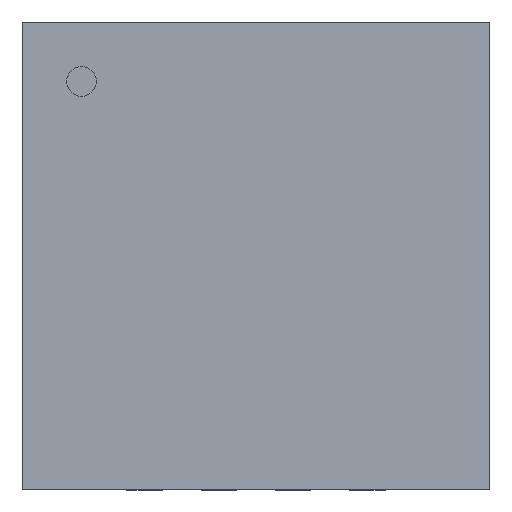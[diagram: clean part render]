
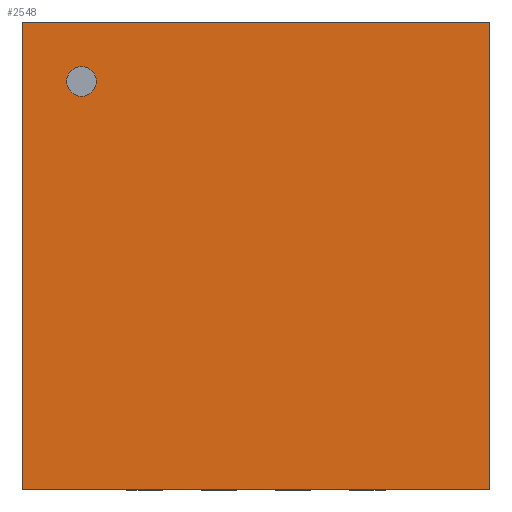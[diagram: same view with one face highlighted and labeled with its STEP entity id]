
A CAD part, top view. The second image highlights one B-rep face of the part: STEP entity #2548.
In plain terms, the highlighted planar face has unit normal (0, 0, 1).
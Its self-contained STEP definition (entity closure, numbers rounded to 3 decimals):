
#326=CARTESIAN_POINT('',(-1.075,1.175,0.85));
#327=VERTEX_POINT('',#326);
#336=CARTESIAN_POINT('',(-1.275,1.175,0.85));
#337=VERTEX_POINT('',#336);
#338=CARTESIAN_POINT('',(-1.175,1.175,0.85));
#339=DIRECTION('',(0.0,0.0,-1.0));
#340=DIRECTION('',(1.0,0.0,0.0));
#341=AXIS2_PLACEMENT_3D('',#338,#339,#340);
#342=CIRCLE('',#341,0.1);
#343=EDGE_CURVE('',#337,#327,#342,.T.);
#1109=CARTESIAN_POINT('',(-1.575,1.575,0.85));
#1110=VERTEX_POINT('',#1109);
#1117=CARTESIAN_POINT('',(1.575,1.575,0.85));
#1118=VERTEX_POINT('',#1117);
#1119=CARTESIAN_POINT('',(-1.575,1.575,0.85));
#1120=DIRECTION('',(1.0,0.0,0.0));
#1121=VECTOR('',#1120,3.15);
#1122=LINE('',#1119,#1121);
#1123=EDGE_CURVE('',#1110,#1118,#1122,.T.);
#1635=CARTESIAN_POINT('',(-1.575,-1.575,0.85));
#1636=VERTEX_POINT('',#1635);
#1643=CARTESIAN_POINT('',(-1.575,-1.575,0.85));
#1644=DIRECTION('',(0.0,1.0,0.0));
#1645=VECTOR('',#1644,3.15);
#1646=LINE('',#1643,#1645);
#1647=EDGE_CURVE('',#1636,#1110,#1646,.T.);
#2124=CARTESIAN_POINT('',(1.575,-1.575,0.85));
#2125=VERTEX_POINT('',#2124);
#2132=CARTESIAN_POINT('',(1.575,-1.575,0.85));
#2133=DIRECTION('',(-1.0,0.0,0.0));
#2134=VECTOR('',#2133,3.15);
#2135=LINE('',#2132,#2134);
#2136=EDGE_CURVE('',#2125,#1636,#2135,.T.);
#2323=CARTESIAN_POINT('',(1.575,1.575,0.85));
#2324=DIRECTION('',(0.0,-1.0,0.0));
#2325=VECTOR('',#2324,3.15);
#2326=LINE('',#2323,#2325);
#2327=EDGE_CURVE('',#1118,#2125,#2326,.T.);
#2513=CARTESIAN_POINT('',(-1.175,1.175,0.85));
#2514=DIRECTION('',(0.0,0.0,-1.0));
#2515=DIRECTION('',(1.0,0.0,0.0));
#2516=AXIS2_PLACEMENT_3D('',#2513,#2514,#2515);
#2517=CIRCLE('',#2516,0.1);
#2518=EDGE_CURVE('',#327,#337,#2517,.T.);
#2533=CARTESIAN_POINT('',(0.,0.,0.85));
#2534=DIRECTION('',(0.0,0.0,1.0));
#2535=DIRECTION('',(1.0,0.0,0.0));
#2536=AXIS2_PLACEMENT_3D('',#2533,#2534,#2535);
#2537=PLANE('',#2536);
#2538=ORIENTED_EDGE('',*,*,#1647,.F.);
#2539=ORIENTED_EDGE('',*,*,#2136,.F.);
#2540=ORIENTED_EDGE('',*,*,#2327,.F.);
#2541=ORIENTED_EDGE('',*,*,#1123,.F.);
#2542=EDGE_LOOP('',(#2538,#2539,#2540,#2541));
#2543=FACE_OUTER_BOUND('',#2542,.T.);
#2544=ORIENTED_EDGE('',*,*,#2518,.T.);
#2545=ORIENTED_EDGE('',*,*,#343,.T.);
#2546=EDGE_LOOP('',(#2544,#2545));
#2547=FACE_BOUND('',#2546,.T.);
#2548=ADVANCED_FACE('',(#2543,#2547),#2537,.T.);
